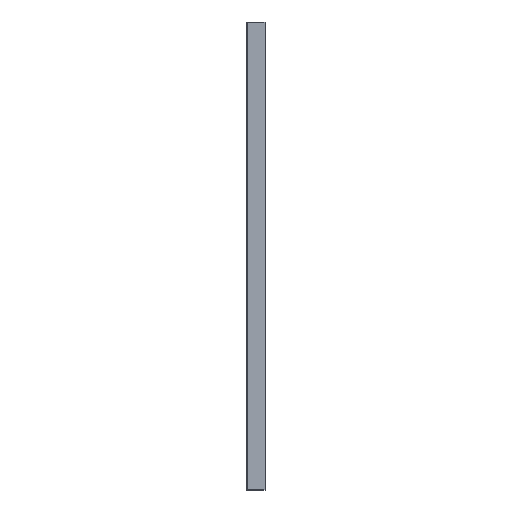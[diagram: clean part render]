
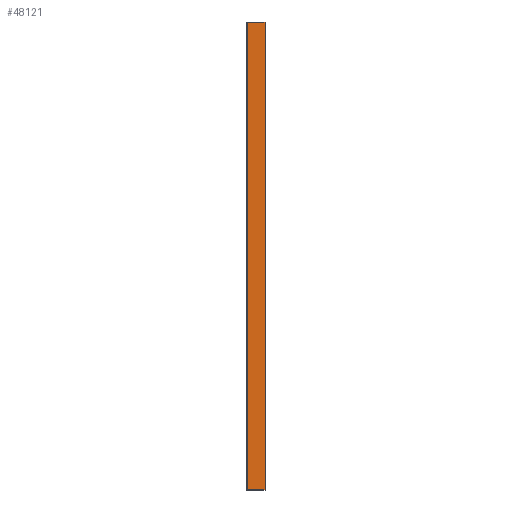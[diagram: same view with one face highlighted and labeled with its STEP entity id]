
A CAD part, front view. The second image highlights one B-rep face of the part: STEP entity #48121.
In plain terms, the highlighted planar face has unit normal (0, -1, 0).
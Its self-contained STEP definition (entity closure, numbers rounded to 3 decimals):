
#37523 = PLANE('',#37524);
#37524 = AXIS2_PLACEMENT_3D('',#37525,#37526,#37527);
#37525 = CARTESIAN_POINT('',(5.5,-10.95,0.05));
#37526 = DIRECTION('',(0.,0.707,0.707));
#37527 = DIRECTION('',(1.,0.,0.));
#37882 = PLANE('',#37883);
#37883 = AXIS2_PLACEMENT_3D('',#37884,#37885,#37886);
#37884 = CARTESIAN_POINT('',(5.5,-10.95,279.95));
#37885 = DIRECTION('',(0.,-0.707,
    0.707));
#37886 = DIRECTION('',(1.,0.,0.));
#38220 = PLANE('',#38221);
#38221 = AXIS2_PLACEMENT_3D('',#38222,#38223,#38224);
#38222 = CARTESIAN_POINT('',(-5.4,-10.9,0.));
#38223 = DIRECTION('',(-0.707,-0.707,
    0.));
#38224 = DIRECTION('',(0.,0.,1.));
#42041 = VERTEX_POINT('',#42042);
#42042 = CARTESIAN_POINT('',(5.4,-11.,0.1));
#42063 = EDGE_CURVE('',#42041,#42064,#42066,.T.);
#42064 = VERTEX_POINT('',#42065);
#42065 = CARTESIAN_POINT('',(-5.3,-11.,0.1));
#42066 = SURFACE_CURVE('',#42067,(#42071,#42078),.PCURVE_S1.);
#42067 = LINE('',#42068,#42069);
#42068 = CARTESIAN_POINT('',(5.5,-11.,0.1));
#42069 = VECTOR('',#42070,1.);
#42070 = DIRECTION('',(-1.,0.,0.));
#42071 = PCURVE('',#37523,#42072);
#42072 = DEFINITIONAL_REPRESENTATION('',(#42073),#42077);
#42073 = LINE('',#42074,#42075);
#42074 = CARTESIAN_POINT('',(0.,-0.071));
#42075 = VECTOR('',#42076,1.);
#42076 = DIRECTION('',(-1.,0.));
#42077 = ( GEOMETRIC_REPRESENTATION_CONTEXT(2) 
PARAMETRIC_REPRESENTATION_CONTEXT() REPRESENTATION_CONTEXT('2D SPACE',''
  ) );
#42078 = PCURVE('',#42079,#42084);
#42079 = PLANE('',#42080);
#42080 = AXIS2_PLACEMENT_3D('',#42081,#42082,#42083);
#42081 = CARTESIAN_POINT('',(5.5,-11.,0.));
#42082 = DIRECTION('',(0.,-1.,0.));
#42083 = DIRECTION('',(-1.,0.,0.));
#42084 = DEFINITIONAL_REPRESENTATION('',(#42085),#42089);
#42085 = LINE('',#42086,#42087);
#42086 = CARTESIAN_POINT('',(0.,-0.1));
#42087 = VECTOR('',#42088,1.);
#42088 = DIRECTION('',(1.,0.));
#42089 = ( GEOMETRIC_REPRESENTATION_CONTEXT(2) 
PARAMETRIC_REPRESENTATION_CONTEXT() REPRESENTATION_CONTEXT('2D SPACE',''
  ) );
#42379 = VERTEX_POINT('',#42380);
#42380 = CARTESIAN_POINT('',(5.4,-11.,279.9));
#42401 = EDGE_CURVE('',#42379,#42402,#42404,.T.);
#42402 = VERTEX_POINT('',#42403);
#42403 = CARTESIAN_POINT('',(-5.3,-11.,279.9));
#42404 = SURFACE_CURVE('',#42405,(#42409,#42416),.PCURVE_S1.);
#42405 = LINE('',#42406,#42407);
#42406 = CARTESIAN_POINT('',(5.5,-11.,279.9));
#42407 = VECTOR('',#42408,1.);
#42408 = DIRECTION('',(-1.,0.,0.));
#42409 = PCURVE('',#37882,#42410);
#42410 = DEFINITIONAL_REPRESENTATION('',(#42411),#42415);
#42411 = LINE('',#42412,#42413);
#42412 = CARTESIAN_POINT('',(0.,-0.071));
#42413 = VECTOR('',#42414,1.);
#42414 = DIRECTION('',(-1.,0.));
#42415 = ( GEOMETRIC_REPRESENTATION_CONTEXT(2) 
PARAMETRIC_REPRESENTATION_CONTEXT() REPRESENTATION_CONTEXT('2D SPACE',''
  ) );
#42416 = PCURVE('',#42079,#42417);
#42417 = DEFINITIONAL_REPRESENTATION('',(#42418),#42422);
#42418 = LINE('',#42419,#42420);
#42419 = CARTESIAN_POINT('',(0.,-279.9));
#42420 = VECTOR('',#42421,1.);
#42421 = DIRECTION('',(1.,0.));
#42422 = ( GEOMETRIC_REPRESENTATION_CONTEXT(2) 
PARAMETRIC_REPRESENTATION_CONTEXT() REPRESENTATION_CONTEXT('2D SPACE',''
  ) );
#42503 = EDGE_CURVE('',#42064,#42402,#42504,.T.);
#42504 = SURFACE_CURVE('',#42505,(#42509,#42516),.PCURVE_S1.);
#42505 = LINE('',#42506,#42507);
#42506 = CARTESIAN_POINT('',(-5.3,-11.,0.));
#42507 = VECTOR('',#42508,1.);
#42508 = DIRECTION('',(0.,0.,1.));
#42509 = PCURVE('',#38220,#42510);
#42510 = DEFINITIONAL_REPRESENTATION('',(#42511),#42515);
#42511 = LINE('',#42512,#42513);
#42512 = CARTESIAN_POINT('',(0.,-0.141));
#42513 = VECTOR('',#42514,1.);
#42514 = DIRECTION('',(1.,0.));
#42515 = ( GEOMETRIC_REPRESENTATION_CONTEXT(2) 
PARAMETRIC_REPRESENTATION_CONTEXT() REPRESENTATION_CONTEXT('2D SPACE',''
  ) );
#42516 = PCURVE('',#42079,#42517);
#42517 = DEFINITIONAL_REPRESENTATION('',(#42518),#42522);
#42518 = LINE('',#42519,#42520);
#42519 = CARTESIAN_POINT('',(10.8,0.));
#42520 = VECTOR('',#42521,1.);
#42521 = DIRECTION('',(0.,-1.));
#42522 = ( GEOMETRIC_REPRESENTATION_CONTEXT(2) 
PARAMETRIC_REPRESENTATION_CONTEXT() REPRESENTATION_CONTEXT('2D SPACE',''
  ) );
#47866 = PLANE('',#47867);
#47867 = AXIS2_PLACEMENT_3D('',#47868,#47869,#47870);
#47868 = CARTESIAN_POINT('',(5.45,-10.95,0.));
#47869 = DIRECTION('',(0.707,-0.707,0.));
#47870 = DIRECTION('',(0.,0.,1.));
#48121 = ADVANCED_FACE('',(#48122),#42079,.T.);
#48122 = FACE_BOUND('',#48123,.T.);
#48123 = EDGE_LOOP('',(#48124,#48145,#48146,#48147));
#48124 = ORIENTED_EDGE('',*,*,#48125,.T.);
#48125 = EDGE_CURVE('',#42041,#42379,#48126,.T.);
#48126 = SURFACE_CURVE('',#48127,(#48131,#48138),.PCURVE_S1.);
#48127 = LINE('',#48128,#48129);
#48128 = CARTESIAN_POINT('',(5.4,-11.,0.));
#48129 = VECTOR('',#48130,1.);
#48130 = DIRECTION('',(0.,0.,1.));
#48131 = PCURVE('',#42079,#48132);
#48132 = DEFINITIONAL_REPRESENTATION('',(#48133),#48137);
#48133 = LINE('',#48134,#48135);
#48134 = CARTESIAN_POINT('',(0.1,0.));
#48135 = VECTOR('',#48136,1.);
#48136 = DIRECTION('',(0.,-1.));
#48137 = ( GEOMETRIC_REPRESENTATION_CONTEXT(2) 
PARAMETRIC_REPRESENTATION_CONTEXT() REPRESENTATION_CONTEXT('2D SPACE',''
  ) );
#48138 = PCURVE('',#47866,#48139);
#48139 = DEFINITIONAL_REPRESENTATION('',(#48140),#48144);
#48140 = LINE('',#48141,#48142);
#48141 = CARTESIAN_POINT('',(0.,0.071));
#48142 = VECTOR('',#48143,1.);
#48143 = DIRECTION('',(1.,0.));
#48144 = ( GEOMETRIC_REPRESENTATION_CONTEXT(2) 
PARAMETRIC_REPRESENTATION_CONTEXT() REPRESENTATION_CONTEXT('2D SPACE',''
  ) );
#48145 = ORIENTED_EDGE('',*,*,#42401,.T.);
#48146 = ORIENTED_EDGE('',*,*,#42503,.F.);
#48147 = ORIENTED_EDGE('',*,*,#42063,.F.);
